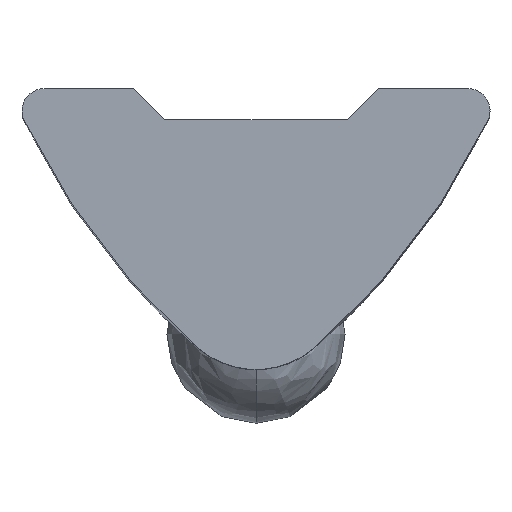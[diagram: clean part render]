
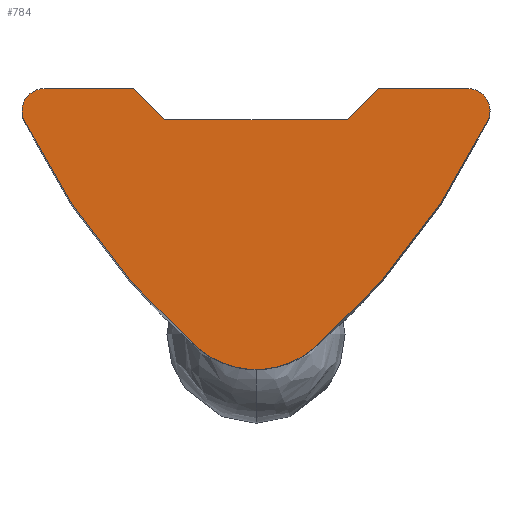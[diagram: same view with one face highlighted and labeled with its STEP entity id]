
A CAD part, top view. The second image highlights one B-rep face of the part: STEP entity #784.
In plain terms, the highlighted planar face has unit normal (0, 0, 1).
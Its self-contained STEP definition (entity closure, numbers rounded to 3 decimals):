
#7 = ORIENTED_EDGE ( 'NONE', *, *, #684, .F. ) ;
#17 = DIRECTION ( 'NONE',  ( -0.707, -0.707, 0. ) ) ;
#21 = EDGE_CURVE ( 'NONE', #224, #270, #381, .T. ) ;
#28 = CIRCLE ( 'NONE', #832, 2. ) ;
#29 = EDGE_LOOP ( 'NONE', ( #151, #909, #584, #35, #280, #199, #7, #482, #370, #545, #751 ) ) ;
#35 = ORIENTED_EDGE ( 'NONE', *, *, #884, .F. ) ;
#38 = CARTESIAN_POINT ( 'NONE',  ( -4.75, 0., 17. ) ) ;
#41 = PLANE ( 'NONE',  #758 ) ;
#66 = VECTOR ( 'NONE', #513, 1000. ) ;
#72 = CIRCLE ( 'NONE', #106, 0.5 ) ;
#74 = CARTESIAN_POINT ( 'NONE',  ( -2.75, 0., 17. ) ) ;
#82 = VERTEX_POINT ( 'NONE', #564 ) ;
#94 = CARTESIAN_POINT ( 'NONE',  ( 2.75, 0., 17. ) ) ;
#105 = CARTESIAN_POINT ( 'NONE',  ( -5.2, -0.718, 17. ) ) ;
#106 = AXIS2_PLACEMENT_3D ( 'NONE', #723, #286, #804 ) ;
#115 = EDGE_CURVE ( 'NONE', #82, #186, #441, .T. ) ;
#118 = DIRECTION ( 'NONE',  ( 0., 0., 1. ) ) ;
#128 = CARTESIAN_POINT ( 'NONE',  ( -4.75, 0., 17. ) ) ;
#151 = ORIENTED_EDGE ( 'NONE', *, *, #275, .T. ) ;
#171 = LINE ( 'NONE', #299, #216 ) ;
#173 = EDGE_CURVE ( 'NONE', #653, #435, #515, .T. ) ;
#186 = VERTEX_POINT ( 'NONE', #38 ) ;
#199 = ORIENTED_EDGE ( 'NONE', *, *, #21, .T. ) ;
#200 = CARTESIAN_POINT ( 'NONE',  ( 9.203, 6.25, 17. ) ) ;
#209 = DIRECTION ( 'NONE',  ( 0., 0., 1. ) ) ;
#210 = VERTEX_POINT ( 'NONE', #318 ) ;
#211 = CARTESIAN_POINT ( 'NONE',  ( 2.75, 0., 17. ) ) ;
#216 = VECTOR ( 'NONE', #737, 1000. ) ;
#220 = CARTESIAN_POINT ( 'NONE',  ( -4.75, -0.5, 17. ) ) ;
#224 = VERTEX_POINT ( 'NONE', #105 ) ;
#260 = CARTESIAN_POINT ( 'NONE',  ( -4.75, -0.5, 17. ) ) ;
#270 = VERTEX_POINT ( 'NONE', #283 ) ;
#275 = EDGE_CURVE ( 'NONE', #323, #878, #790, .T. ) ;
#280 = ORIENTED_EDGE ( 'NONE', *, *, #857, .F. ) ;
#281 = VERTEX_POINT ( 'NONE', #211 ) ;
#283 = CARTESIAN_POINT ( 'NONE',  ( -1.315, -5.807, 17. ) ) ;
#286 = DIRECTION ( 'NONE',  ( 0., 0., -1. ) ) ;
#293 = DIRECTION ( 'NONE',  ( -1., 0., 0. ) ) ;
#299 = CARTESIAN_POINT ( 'NONE',  ( -4.75, 0., 17. ) ) ;
#315 = VERTEX_POINT ( 'NONE', #467 ) ;
#318 = CARTESIAN_POINT ( 'NONE',  ( -5.25, -0.5, 17. ) ) ;
#323 = VERTEX_POINT ( 'NONE', #754 ) ;
#327 = EDGE_CURVE ( 'NONE', #281, #323, #630, .T. ) ;
#335 = DIRECTION ( 'NONE',  ( 0., 0., 1. ) ) ;
#362 = DIRECTION ( 'NONE',  ( -1., 0., 0. ) ) ;
#368 = DIRECTION ( 'NONE',  ( -0.707, 0.707, 0. ) ) ;
#370 = ORIENTED_EDGE ( 'NONE', *, *, #743, .T. ) ;
#381 = CIRCLE ( 'NONE', #803, 16. ) ;
#394 = FACE_OUTER_BOUND ( 'NONE', #29, .T. ) ;
#405 = DIRECTION ( 'NONE',  ( 0., 0., -1. ) ) ;
#406 = DIRECTION ( 'NONE',  ( -1., 0., 0. ) ) ;
#435 = VERTEX_POINT ( 'NONE', #607 ) ;
#437 = CARTESIAN_POINT ( 'NONE',  ( -2.05, -0.7, 17. ) ) ;
#441 = LINE ( 'NONE', #128, #483 ) ;
#446 = AXIS2_PLACEMENT_3D ( 'NONE', #488, #771, #406 ) ;
#454 = LINE ( 'NONE', #74, #698 ) ;
#466 = CIRCLE ( 'NONE', #865, 0.5 ) ;
#467 = CARTESIAN_POINT ( 'NONE',  ( 4.75, 0., 17. ) ) ;
#482 = ORIENTED_EDGE ( 'NONE', *, *, #173, .F. ) ;
#483 = VECTOR ( 'NONE', #636, 1000. ) ;
#488 = CARTESIAN_POINT ( 'NONE',  ( -9.203, 6.25, 17. ) ) ;
#513 = DIRECTION ( 'NONE',  ( -1., 0., 0. ) ) ;
#515 = CIRCLE ( 'NONE', #446, 16. ) ;
#519 = CARTESIAN_POINT ( 'NONE',  ( -4.75, -0.7, 17. ) ) ;
#545 = ORIENTED_EDGE ( 'NONE', *, *, #587, .T. ) ;
#555 = CARTESIAN_POINT ( 'NONE',  ( 5.2, -0.718, 17. ) ) ;
#564 = CARTESIAN_POINT ( 'NONE',  ( -2.75, 0., 17. ) ) ;
#584 = ORIENTED_EDGE ( 'NONE', *, *, #115, .T. ) ;
#587 = EDGE_CURVE ( 'NONE', #315, #281, #171, .T. ) ;
#607 = CARTESIAN_POINT ( 'NONE',  ( 1.315, -5.807, 17. ) ) ;
#630 = LINE ( 'NONE', #94, #812 ) ;
#636 = DIRECTION ( 'NONE',  ( -1., 0., 0. ) ) ;
#637 = DIRECTION ( 'NONE',  ( 1., 0., 0. ) ) ;
#653 = VERTEX_POINT ( 'NONE', #555 ) ;
#684 = EDGE_CURVE ( 'NONE', #435, #270, #28, .T. ) ;
#698 = VECTOR ( 'NONE', #368, 1000. ) ;
#723 = CARTESIAN_POINT ( 'NONE',  ( -4.75, -0.5, 17. ) ) ;
#733 = DIRECTION ( 'NONE',  ( 0., 0., -1. ) ) ;
#737 = DIRECTION ( 'NONE',  ( -1., 0., 0. ) ) ;
#743 = EDGE_CURVE ( 'NONE', #653, #315, #825, .T. ) ;
#751 = ORIENTED_EDGE ( 'NONE', *, *, #327, .T. ) ;
#754 = CARTESIAN_POINT ( 'NONE',  ( 2.05, -0.7, 17. ) ) ;
#758 = AXIS2_PLACEMENT_3D ( 'NONE', #260, #118, #637 ) ;
#771 = DIRECTION ( 'NONE',  ( 0., 0., -1. ) ) ;
#778 = CARTESIAN_POINT ( 'NONE',  ( 4.75, -0.5, 17. ) ) ;
#784 = ADVANCED_FACE ( 'NONE', ( #394 ), #41, .T. ) ;
#790 = LINE ( 'NONE', #519, #66 ) ;
#793 = AXIS2_PLACEMENT_3D ( 'NONE', #778, #335, #845 ) ;
#803 = AXIS2_PLACEMENT_3D ( 'NONE', #200, #209, #362 ) ;
#804 = DIRECTION ( 'NONE',  ( -1., 0., 0. ) ) ;
#812 = VECTOR ( 'NONE', #17, 1000. ) ;
#825 = CIRCLE ( 'NONE', #793, 0.5 ) ;
#832 = AXIS2_PLACEMENT_3D ( 'NONE', #837, #405, #902 ) ;
#837 = CARTESIAN_POINT ( 'NONE',  ( 0., -4.3, 17. ) ) ;
#845 = DIRECTION ( 'NONE',  ( -1., 0., 0. ) ) ;
#857 = EDGE_CURVE ( 'NONE', #224, #210, #72, .T. ) ;
#865 = AXIS2_PLACEMENT_3D ( 'NONE', #220, #733, #293 ) ;
#878 = VERTEX_POINT ( 'NONE', #437 ) ;
#884 = EDGE_CURVE ( 'NONE', #210, #186, #466, .T. ) ;
#887 = EDGE_CURVE ( 'NONE', #878, #82, #454, .T. ) ;
#902 = DIRECTION ( 'NONE',  ( -1., 0., 0. ) ) ;
#909 = ORIENTED_EDGE ( 'NONE', *, *, #887, .T. ) ;
